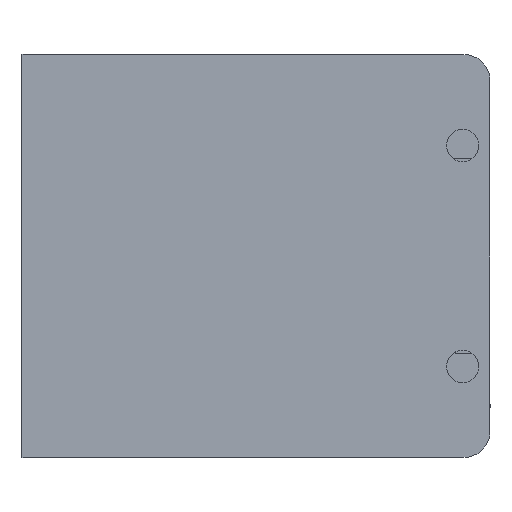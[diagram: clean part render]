
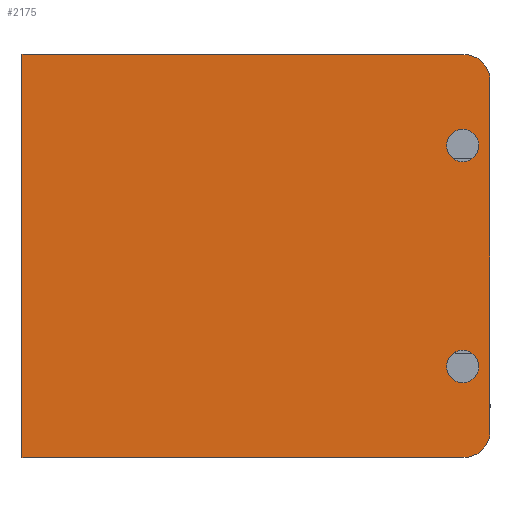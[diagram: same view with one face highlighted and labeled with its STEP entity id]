
A CAD part, front view. The second image highlights one B-rep face of the part: STEP entity #2175.
In plain terms, the highlighted planar face has unit normal (0, -1, 0).
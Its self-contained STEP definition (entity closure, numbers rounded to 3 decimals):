
#25 = AXIS2_PLACEMENT_3D ( 'NONE', #2654, #4972, #7181 ) ;
#36 = DIRECTION ( 'NONE',  ( 0., -1., 0. ) ) ;
#54 = CARTESIAN_POINT ( 'NONE',  ( 59.097, -20.735, -17.219 ) ) ;
#156 = VERTEX_POINT ( 'NONE', #5010 ) ;
#161 = DIRECTION ( 'NONE',  ( 0., -1., 0. ) ) ;
#172 = CARTESIAN_POINT ( 'NONE',  ( 61.197, -20.735, -39.219 ) ) ;
#382 = FACE_OUTER_BOUND ( 'NONE', #2969, .T. ) ;
#415 = VECTOR ( 'NONE', #4144, 1000. ) ;
#423 = FACE_BOUND ( 'NONE', #1922, .T. ) ;
#564 = VERTEX_POINT ( 'NONE', #172 ) ;
#568 = VECTOR ( 'NONE', #3320, 1000. ) ;
#573 = LINE ( 'NONE', #2296, #415 ) ;
#808 = CARTESIAN_POINT ( 'NONE',  ( 59.097, -20.735, -17.219 ) ) ;
#885 = CARTESIAN_POINT ( 'NONE',  ( 59.097, -20.735, -34.219 ) ) ;
#944 = CARTESIAN_POINT ( 'NONE',  ( 25.197, -20.735, -41.219 ) ) ;
#1037 = CIRCLE ( 'NONE', #5907, 1.25 ) ;
#1105 = VERTEX_POINT ( 'NONE', #5385 ) ;
#1124 = CIRCLE ( 'NONE', #3794, 2. ) ;
#1282 = AXIS2_PLACEMENT_3D ( 'NONE', #808, #161, #3211 ) ;
#1306 = EDGE_CURVE ( 'NONE', #1629, #564, #7442, .T. ) ;
#1342 = ORIENTED_EDGE ( 'NONE', *, *, #5386, .F. ) ;
#1409 = CARTESIAN_POINT ( 'NONE',  ( 59.097, -20.735, -15.969 ) ) ;
#1493 = DIRECTION ( 'NONE',  ( 0., 0., 1. ) ) ;
#1525 = CIRCLE ( 'NONE', #1282, 1.25 ) ;
#1567 = CARTESIAN_POINT ( 'NONE',  ( 59.097, -20.735, -34.219 ) ) ;
#1629 = VERTEX_POINT ( 'NONE', #4822 ) ;
#1632 = VECTOR ( 'NONE', #5893, 1000. ) ;
#1637 = CARTESIAN_POINT ( 'NONE',  ( 61.197, -20.735, -10.219 ) ) ;
#1809 = CARTESIAN_POINT ( 'NONE',  ( 59.197, -20.735, -12.219 ) ) ;
#1826 = CARTESIAN_POINT ( 'NONE',  ( 59.097, -20.735, -34.219 ) ) ;
#1878 = EDGE_CURVE ( 'NONE', #2393, #4590, #7447, .T. ) ;
#1922 = EDGE_LOOP ( 'NONE', ( #2936, #1342 ) ) ;
#1930 = EDGE_CURVE ( 'NONE', #7198, #156, #1124, .T. ) ;
#2175 = ADVANCED_FACE ( 'NONE', ( #423, #4418, #382 ), #5066, .F. ) ;
#2289 = ORIENTED_EDGE ( 'NONE', *, *, #3144, .F. ) ;
#2296 = CARTESIAN_POINT ( 'NONE',  ( 61.197, -20.735, -41.219 ) ) ;
#2342 = DIRECTION ( 'NONE',  ( 0., 0., 1. ) ) ;
#2365 = VECTOR ( 'NONE', #5557, 1000. ) ;
#2393 = VERTEX_POINT ( 'NONE', #1409 ) ;
#2532 = EDGE_CURVE ( 'NONE', #7198, #564, #3958, .T. ) ;
#2654 = CARTESIAN_POINT ( 'NONE',  ( 59.197, -20.735, -39.219 ) ) ;
#2711 = EDGE_CURVE ( 'NONE', #156, #3657, #3502, .T. ) ;
#2714 = DIRECTION ( 'NONE',  ( 0., 1., 0. ) ) ;
#2936 = ORIENTED_EDGE ( 'NONE', *, *, #4077, .F. ) ;
#2969 = EDGE_LOOP ( 'NONE', ( #4117, #4617, #2289, #4757, #5758, #4599 ) ) ;
#2983 = DIRECTION ( 'NONE',  ( 0., -1., 0. ) ) ;
#3040 = ORIENTED_EDGE ( 'NONE', *, *, #1878, .F. ) ;
#3144 = EDGE_CURVE ( 'NONE', #1629, #4221, #573, .T. ) ;
#3211 = DIRECTION ( 'NONE',  ( 0., 0., 1. ) ) ;
#3229 = AXIS2_PLACEMENT_3D ( 'NONE', #1826, #36, #5820 ) ;
#3320 = DIRECTION ( 'NONE',  ( 0., 0., -1. ) ) ;
#3502 = LINE ( 'NONE', #7502, #1632 ) ;
#3591 = DIRECTION ( 'NONE',  ( 0., -1., 0. ) ) ;
#3657 = VERTEX_POINT ( 'NONE', #4389 ) ;
#3794 = AXIS2_PLACEMENT_3D ( 'NONE', #1809, #2983, #4160 ) ;
#3958 = LINE ( 'NONE', #1637, #2365 ) ;
#4006 = DIRECTION ( 'NONE',  ( 0., 0., 1. ) ) ;
#4077 = EDGE_CURVE ( 'NONE', #4280, #1105, #1037, .T. ) ;
#4117 = ORIENTED_EDGE ( 'NONE', *, *, #2711, .T. ) ;
#4144 = DIRECTION ( 'NONE',  ( -1., 0., 0. ) ) ;
#4156 = AXIS2_PLACEMENT_3D ( 'NONE', #54, #3591, #2342 ) ;
#4160 = DIRECTION ( 'NONE',  ( 0., 0., 1. ) ) ;
#4221 = VERTEX_POINT ( 'NONE', #944 ) ;
#4280 = VERTEX_POINT ( 'NONE', #6809 ) ;
#4389 = CARTESIAN_POINT ( 'NONE',  ( 25.197, -20.735, -10.219 ) ) ;
#4418 = FACE_BOUND ( 'NONE', #5768, .T. ) ;
#4459 = CARTESIAN_POINT ( 'NONE',  ( 25.197, -20.735, -10.219 ) ) ;
#4590 = VERTEX_POINT ( 'NONE', #4974 ) ;
#4599 = ORIENTED_EDGE ( 'NONE', *, *, #1930, .T. ) ;
#4617 = ORIENTED_EDGE ( 'NONE', *, *, #4900, .T. ) ;
#4757 = ORIENTED_EDGE ( 'NONE', *, *, #1306, .T. ) ;
#4822 = CARTESIAN_POINT ( 'NONE',  ( 59.197, -20.735, -41.219 ) ) ;
#4900 = EDGE_CURVE ( 'NONE', #3657, #4221, #5142, .T. ) ;
#4928 = CIRCLE ( 'NONE', #3229, 1.25 ) ;
#4972 = DIRECTION ( 'NONE',  ( 0., -1., 0. ) ) ;
#4974 = CARTESIAN_POINT ( 'NONE',  ( 59.097, -20.735, -18.469 ) ) ;
#5010 = CARTESIAN_POINT ( 'NONE',  ( 59.197, -20.735, -10.219 ) ) ;
#5066 = PLANE ( 'NONE',  #5503 ) ;
#5142 = LINE ( 'NONE', #4459, #568 ) ;
#5385 = CARTESIAN_POINT ( 'NONE',  ( 59.097, -20.735, -32.969 ) ) ;
#5386 = EDGE_CURVE ( 'NONE', #1105, #4280, #4928, .T. ) ;
#5503 = AXIS2_PLACEMENT_3D ( 'NONE', #1567, #2714, #4006 ) ;
#5557 = DIRECTION ( 'NONE',  ( 0., 0., -1. ) ) ;
#5758 = ORIENTED_EDGE ( 'NONE', *, *, #2532, .F. ) ;
#5768 = EDGE_LOOP ( 'NONE', ( #7495, #3040 ) ) ;
#5820 = DIRECTION ( 'NONE',  ( 0., 0., 1. ) ) ;
#5893 = DIRECTION ( 'NONE',  ( -1., 0., 0. ) ) ;
#5907 = AXIS2_PLACEMENT_3D ( 'NONE', #885, #6751, #1493 ) ;
#6665 = EDGE_CURVE ( 'NONE', #4590, #2393, #1525, .T. ) ;
#6751 = DIRECTION ( 'NONE',  ( 0., -1., 0. ) ) ;
#6809 = CARTESIAN_POINT ( 'NONE',  ( 59.097, -20.735, -35.469 ) ) ;
#7181 = DIRECTION ( 'NONE',  ( 0., 0., 1. ) ) ;
#7198 = VERTEX_POINT ( 'NONE', #7294 ) ;
#7294 = CARTESIAN_POINT ( 'NONE',  ( 61.197, -20.735, -12.219 ) ) ;
#7442 = CIRCLE ( 'NONE', #25, 2. ) ;
#7447 = CIRCLE ( 'NONE', #4156, 1.25 ) ;
#7495 = ORIENTED_EDGE ( 'NONE', *, *, #6665, .F. ) ;
#7502 = CARTESIAN_POINT ( 'NONE',  ( 61.197, -20.735, -10.219 ) ) ;
